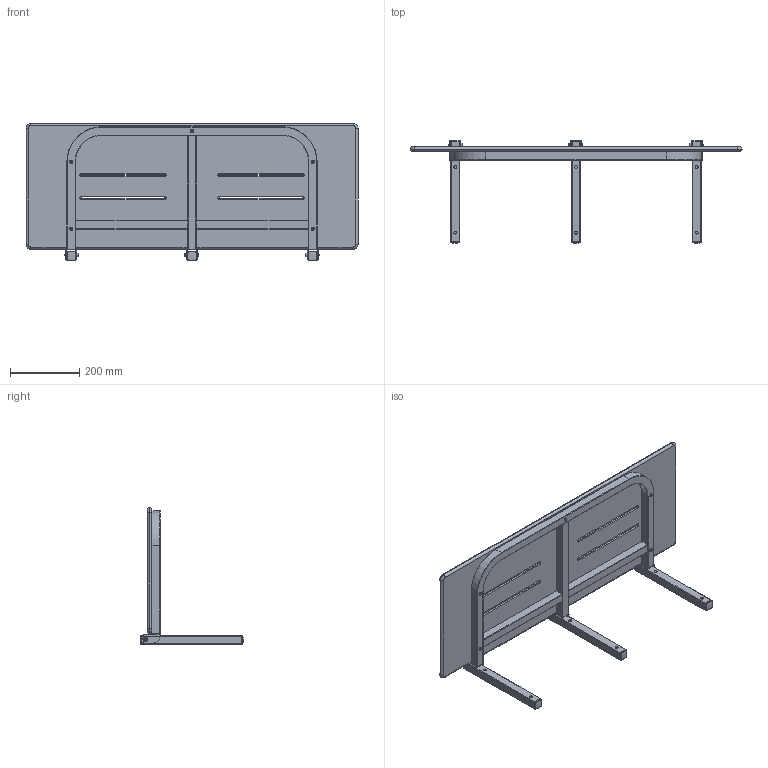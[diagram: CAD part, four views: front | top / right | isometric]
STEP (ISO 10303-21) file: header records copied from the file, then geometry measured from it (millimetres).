
FILE_DESCRIPTION (( 'STEP AP203' ), '1' );
FILE_NAME ('STEP - SS 964 WM - 2266575.STEP', '2023-10-19T04:04:40', ( '' ), ( '' ), 'SwSTEP 2.0', 'SolidWorks 2023', '' );
FILE_SCHEMA (( 'CONFIG_CONTROL_DESIGN' ));
Length unit declared in the file: millimetre
Products named in the file (1): STEP - SS 964 WM - 2266575
Bounding box: 962 x 296.32 x 396.5 mm (x, y, z)
Volume: 6398793 mm3; surface area: 964413.6 mm2
Topology: 1 solids, 1 shells, 581 faces, 1344 edges, 800 vertices
Faces by surface type: plane 256, cylinder 193, torus 54, bspline 36, cone 36, sphere 6
Entity records: 20820 total; most frequent: CARTESIAN_POINT 7568, DIRECTION 2858, ORIENTED_EDGE 2688, EDGE_CURVE 1344, AXIS2_PLACEMENT_3D 1118, VERTEX_POINT 800, EDGE_LOOP 640, VECTOR 622
